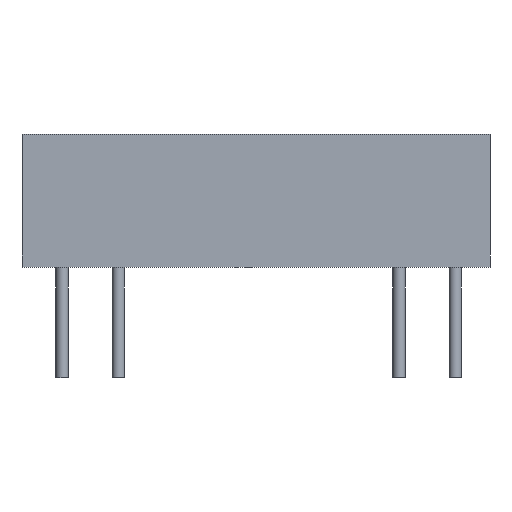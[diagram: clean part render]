
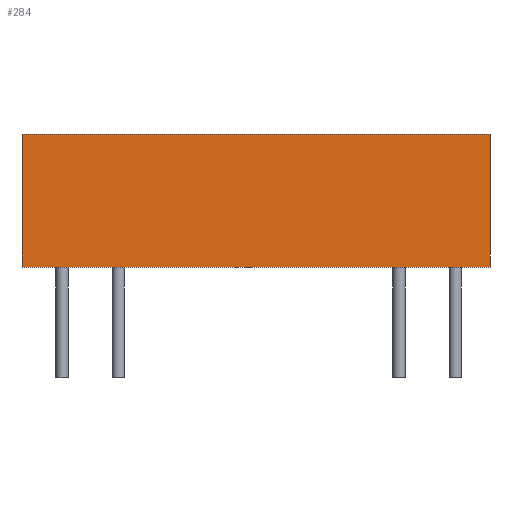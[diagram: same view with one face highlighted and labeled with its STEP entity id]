
A CAD part, front view. The second image highlights one B-rep face of the part: STEP entity #284.
In plain terms, the highlighted planar face has unit normal (0, -1, 0).
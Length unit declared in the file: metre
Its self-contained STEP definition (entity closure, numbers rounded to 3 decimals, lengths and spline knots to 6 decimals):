
#60=ORIENTED_EDGE('',*,*,#115,.T.);
#61=ORIENTED_EDGE('',*,*,#116,.F.);
#62=ORIENTED_EDGE('',*,*,#117,.F.);
#63=ORIENTED_EDGE('',*,*,#113,.T.);
#113=EDGE_CURVE('',#141,#140,#165,.T.);
#115=EDGE_CURVE('',#140,#142,#167,.T.);
#116=EDGE_CURVE('',#143,#142,#168,.T.);
#117=EDGE_CURVE('',#141,#143,#169,.T.);
#140=VERTEX_POINT('',#602);
#141=VERTEX_POINT('',#604);
#142=VERTEX_POINT('',#608);
#143=VERTEX_POINT('',#610);
#165=LINE('',#603,#177);
#167=LINE('',#607,#179);
#168=LINE('',#609,#180);
#169=LINE('',#611,#181);
#177=VECTOR('',#479,1.);
#179=VECTOR('',#483,1.);
#180=VECTOR('',#484,1.);
#181=VECTOR('',#485,1.);
#186=EDGE_LOOP('',(#60,#61,#62,#63));
#224=FACE_BOUND('',#186,.T.);
#262=PLANE('',#416);
#284=ADVANCED_FACE('',(#224),#262,.F.);
#416=AXIS2_PLACEMENT_3D('',#606,#481,#482);
#479=DIRECTION('',(0.,0.,-1.));
#481=DIRECTION('',(0.,1.,0.));
#482=DIRECTION('',(0.,0.,1.));
#483=DIRECTION('',(1.,0.,0.));
#484=DIRECTION('',(0.,0.,-1.));
#485=DIRECTION('',(1.,0.,0.));
#602=CARTESIAN_POINT('',(-0.001814,-0.001625,0.));
#603=CARTESIAN_POINT('',(-0.001814,-0.001625,0.006));
#604=CARTESIAN_POINT('',(-0.001814,-0.001625,0.006));
#606=CARTESIAN_POINT('',(0.008768,-0.001625,0.006));
#607=CARTESIAN_POINT('',(0.008768,-0.001625,0.));
#608=CARTESIAN_POINT('',(0.019349,-0.001625,0.));
#609=CARTESIAN_POINT('',(0.019349,-0.001625,0.006));
#610=CARTESIAN_POINT('',(0.019349,-0.001625,0.006));
#611=CARTESIAN_POINT('',(0.008768,-0.001625,0.006));
